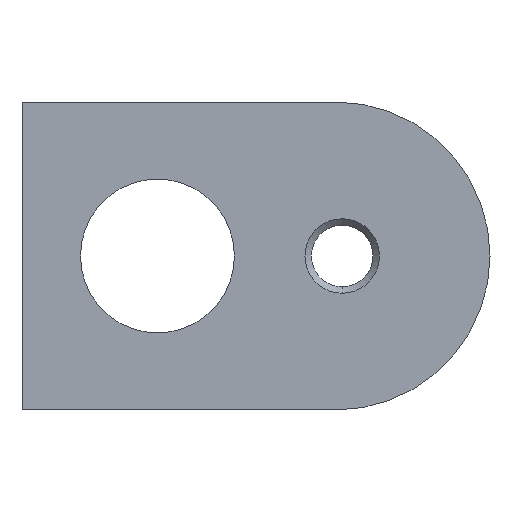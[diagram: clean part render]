
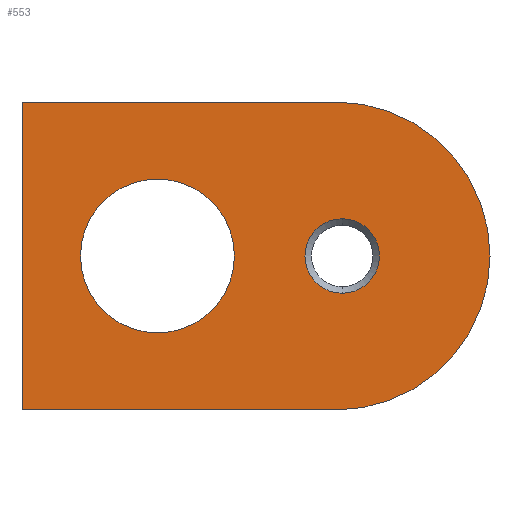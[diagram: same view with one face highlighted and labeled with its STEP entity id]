
A CAD part, front view. The second image highlights one B-rep face of the part: STEP entity #553.
In plain terms, the highlighted planar face has unit normal (0, -1, 0).
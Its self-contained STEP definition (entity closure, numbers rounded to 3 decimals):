
#9 = EDGE_CURVE ( 'NONE', #585, #397, #217, .T. ) ;
#14 = ORIENTED_EDGE ( 'NONE', *, *, #262, .T. ) ;
#20 = CARTESIAN_POINT ( 'NONE',  ( 0., 0., -3.025 ) ) ;
#28 = AXIS2_PLACEMENT_3D ( 'NONE', #464, #146, #508 ) ;
#30 = DIRECTION ( 'NONE',  ( -1., 0., 0. ) ) ;
#37 = CARTESIAN_POINT ( 'NONE',  ( -15., 0., 0. ) ) ;
#86 = ORIENTED_EDGE ( 'NONE', *, *, #337, .F. ) ;
#87 = AXIS2_PLACEMENT_3D ( 'NONE', #297, #113, #434 ) ;
#91 = PLANE ( 'NONE',  #194 ) ;
#113 = DIRECTION ( 'NONE',  ( 0., -1., 0. ) ) ;
#118 = CIRCLE ( 'NONE', #525, 12.5 ) ;
#132 = FACE_OUTER_BOUND ( 'NONE', #382, .T. ) ;
#145 = VECTOR ( 'NONE', #30, 1000. ) ;
#146 = DIRECTION ( 'NONE',  ( 0., -1., 0. ) ) ;
#149 = EDGE_CURVE ( 'NONE', #268, #331, #380, .T. ) ;
#157 = DIRECTION ( 'NONE',  ( 0., 0., -1. ) ) ;
#160 = CARTESIAN_POINT ( 'NONE',  ( 12., 0., 0. ) ) ;
#161 = EDGE_LOOP ( 'NONE', ( #307, #334 ) ) ;
#162 = CARTESIAN_POINT ( 'NONE',  ( 0., 0., 3.025 ) ) ;
#167 = CARTESIAN_POINT ( 'NONE',  ( -0.5, 0., 12.5 ) ) ;
#168 = DIRECTION ( 'NONE',  ( 1., 0., 0. ) ) ;
#174 = VECTOR ( 'NONE', #168, 1000. ) ;
#178 = DIRECTION ( 'NONE',  ( 0., 0., 1. ) ) ;
#185 = CARTESIAN_POINT ( 'NONE',  ( 12., 0., -12.5 ) ) ;
#191 = DIRECTION ( 'NONE',  ( 0., 0., -1. ) ) ;
#193 = EDGE_CURVE ( 'NONE', #331, #268, #485, .T. ) ;
#194 = AXIS2_PLACEMENT_3D ( 'NONE', #443, #406, #450 ) ;
#195 = CARTESIAN_POINT ( 'NONE',  ( -26., 0., -12.5 ) ) ;
#209 = AXIS2_PLACEMENT_3D ( 'NONE', #403, #501, #536 ) ;
#215 = CIRCLE ( 'NONE', #522, 3.025 ) ;
#217 = LINE ( 'NONE', #301, #174 ) ;
#222 = DIRECTION ( 'NONE',  ( 0., 1., 0. ) ) ;
#241 = VECTOR ( 'NONE', #473, 1000. ) ;
#244 = CARTESIAN_POINT ( 'NONE',  ( -0.5, 0., 0. ) ) ;
#262 = EDGE_CURVE ( 'NONE', #465, #415, #118, .T. ) ;
#268 = VERTEX_POINT ( 'NONE', #383 ) ;
#275 = VERTEX_POINT ( 'NONE', #195 ) ;
#276 = EDGE_CURVE ( 'NONE', #275, #585, #558, .T. ) ;
#287 = ORIENTED_EDGE ( 'NONE', *, *, #433, .T. ) ;
#297 = CARTESIAN_POINT ( 'NONE',  ( -0.5, 0., 0. ) ) ;
#301 = CARTESIAN_POINT ( 'NONE',  ( 12., 0., 12.5 ) ) ;
#307 = ORIENTED_EDGE ( 'NONE', *, *, #193, .T. ) ;
#330 = CARTESIAN_POINT ( 'NONE',  ( -15., 0., -6.25 ) ) ;
#331 = VERTEX_POINT ( 'NONE', #330 ) ;
#334 = ORIENTED_EDGE ( 'NONE', *, *, #149, .T. ) ;
#337 = EDGE_CURVE ( 'NONE', #505, #452, #215, .T. ) ;
#354 = EDGE_CURVE ( 'NONE', #452, #505, #470, .T. ) ;
#357 = EDGE_LOOP ( 'NONE', ( #488, #86 ) ) ;
#359 = FACE_BOUND ( 'NONE', #161, .T. ) ;
#380 = CIRCLE ( 'NONE', #209, 6.25 ) ;
#382 = EDGE_LOOP ( 'NONE', ( #14, #287, #474, #515, #413 ) ) ;
#383 = CARTESIAN_POINT ( 'NONE',  ( -15., 0., 6.25 ) ) ;
#397 = VERTEX_POINT ( 'NONE', #167 ) ;
#403 = CARTESIAN_POINT ( 'NONE',  ( -15., 0., 0. ) ) ;
#406 = DIRECTION ( 'NONE',  ( 0., -1., 0. ) ) ;
#413 = ORIENTED_EDGE ( 'NONE', *, *, #568, .F. ) ;
#415 = VERTEX_POINT ( 'NONE', #160 ) ;
#421 = DIRECTION ( 'NONE',  ( 0., -1., 0. ) ) ;
#425 = CIRCLE ( 'NONE', #87, 12.5 ) ;
#426 = DIRECTION ( 'NONE',  ( 0., -1., 0. ) ) ;
#433 = EDGE_CURVE ( 'NONE', #415, #397, #425, .T. ) ;
#434 = DIRECTION ( 'NONE',  ( 0., 0., -1. ) ) ;
#439 = AXIS2_PLACEMENT_3D ( 'NONE', #37, #222, #178 ) ;
#443 = CARTESIAN_POINT ( 'NONE',  ( 0., 0., 0. ) ) ;
#450 = DIRECTION ( 'NONE',  ( 0., 0., -1. ) ) ;
#452 = VERTEX_POINT ( 'NONE', #20 ) ;
#464 = CARTESIAN_POINT ( 'NONE',  ( 0., 0., 0. ) ) ;
#465 = VERTEX_POINT ( 'NONE', #486 ) ;
#470 = CIRCLE ( 'NONE', #28, 3.025 ) ;
#473 = DIRECTION ( 'NONE',  ( 0., 0., 1. ) ) ;
#474 = ORIENTED_EDGE ( 'NONE', *, *, #9, .F. ) ;
#485 = CIRCLE ( 'NONE', #439, 6.25 ) ;
#486 = CARTESIAN_POINT ( 'NONE',  ( -0.5, 0., -12.5 ) ) ;
#488 = ORIENTED_EDGE ( 'NONE', *, *, #354, .F. ) ;
#501 = DIRECTION ( 'NONE',  ( 0., 1., 0. ) ) ;
#505 = VERTEX_POINT ( 'NONE', #162 ) ;
#508 = DIRECTION ( 'NONE',  ( 0., 0., -1. ) ) ;
#510 = CARTESIAN_POINT ( 'NONE',  ( -26., 0., -12.5 ) ) ;
#515 = ORIENTED_EDGE ( 'NONE', *, *, #276, .F. ) ;
#522 = AXIS2_PLACEMENT_3D ( 'NONE', #564, #426, #191 ) ;
#525 = AXIS2_PLACEMENT_3D ( 'NONE', #244, #421, #157 ) ;
#536 = DIRECTION ( 'NONE',  ( 0., 0., 1. ) ) ;
#539 = FACE_BOUND ( 'NONE', #357, .T. ) ;
#542 = CARTESIAN_POINT ( 'NONE',  ( -26., 0., 12.5 ) ) ;
#553 = ADVANCED_FACE ( 'NONE', ( #539, #132, #359 ), #91, .T. ) ;
#558 = LINE ( 'NONE', #510, #241 ) ;
#564 = CARTESIAN_POINT ( 'NONE',  ( 0., 0., 0. ) ) ;
#568 = EDGE_CURVE ( 'NONE', #465, #275, #586, .T. ) ;
#585 = VERTEX_POINT ( 'NONE', #542 ) ;
#586 = LINE ( 'NONE', #185, #145 ) ;
